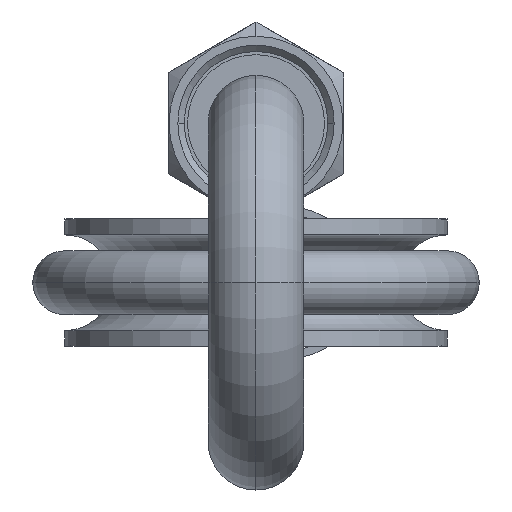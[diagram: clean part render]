
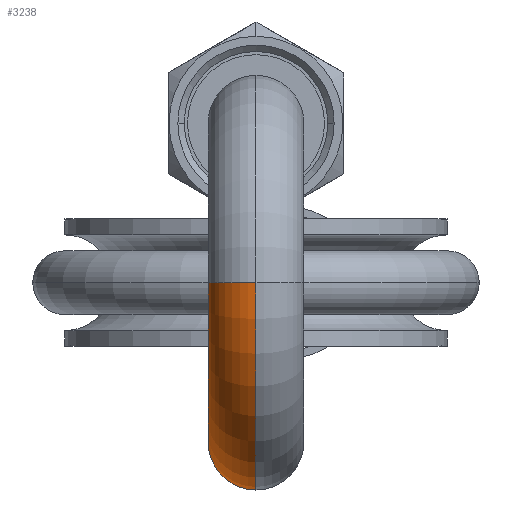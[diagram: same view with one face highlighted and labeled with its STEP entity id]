
A CAD part, left-side view. The second image highlights one B-rep face of the part: STEP entity #3238.
In plain terms, the highlighted toroidal (fillet/blend) face has major radius 10 mm and minor radius 3 mm.
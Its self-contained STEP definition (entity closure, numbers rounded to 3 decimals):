
#37 = VERTEX_POINT ( 'NONE', #1380 ) ;
#134 = CIRCLE ( 'NONE', #1322, 7. ) ;
#215 = DIRECTION ( 'NONE',  ( 0., 0., -1. ) ) ;
#239 = FACE_OUTER_BOUND ( 'NONE', #251, .T. ) ;
#251 = EDGE_LOOP ( 'NONE', ( #1261, #786, #297, #2511 ) ) ;
#277 = CARTESIAN_POINT ( 'NONE',  ( -27., 0., 0. ) ) ;
#291 = CIRCLE ( 'NONE', #2001, 3. ) ;
#297 = ORIENTED_EDGE ( 'NONE', *, *, #503, .T. ) ;
#314 = CARTESIAN_POINT ( 'NONE',  ( -17., 0., 0. ) ) ;
#448 = DIRECTION ( 'NONE',  ( 0., 0., -1. ) ) ;
#503 = EDGE_CURVE ( 'NONE', #37, #3218, #291, .T. ) ;
#786 = ORIENTED_EDGE ( 'NONE', *, *, #1258, .T. ) ;
#963 = AXIS2_PLACEMENT_3D ( 'NONE', #314, #3340, #3993 ) ;
#1032 = EDGE_CURVE ( 'NONE', #3950, #1643, #3567, .T. ) ;
#1154 = DIRECTION ( 'NONE',  ( -1., 0., 0. ) ) ;
#1258 = EDGE_CURVE ( 'NONE', #1643, #37, #2595, .T. ) ;
#1261 = ORIENTED_EDGE ( 'NONE', *, *, #1032, .T. ) ;
#1322 = AXIS2_PLACEMENT_3D ( 'NONE', #3106, #448, #1154 ) ;
#1380 = CARTESIAN_POINT ( 'NONE',  ( -30., 0., 0. ) ) ;
#1472 = EDGE_CURVE ( 'NONE', #3950, #3218, #134, .T. ) ;
#1502 = CARTESIAN_POINT ( 'NONE',  ( -17., -10., 0. ) ) ;
#1530 = DIRECTION ( 'NONE',  ( -1., 0., 0. ) ) ;
#1643 = VERTEX_POINT ( 'NONE', #3175 ) ;
#1843 = CARTESIAN_POINT ( 'NONE',  ( -24., 0., 0. ) ) ;
#1915 = DIRECTION ( 'NONE',  ( 0., -1., 0. ) ) ;
#1942 = DIRECTION ( 'NONE',  ( -1., 0., 0. ) ) ;
#2001 = AXIS2_PLACEMENT_3D ( 'NONE', #277, #1915, #4260 ) ;
#2414 = AXIS2_PLACEMENT_3D ( 'NONE', #1502, #1530, #215 ) ;
#2494 = CARTESIAN_POINT ( 'NONE',  ( -17., 0., 0. ) ) ;
#2511 = ORIENTED_EDGE ( 'NONE', *, *, #1472, .F. ) ;
#2595 = CIRCLE ( 'NONE', #963, 13. ) ;
#2826 = DIRECTION ( 'NONE',  ( 0., 0., -1. ) ) ;
#2857 = TOROIDAL_SURFACE ( 'NONE', #3642, 10., 3. ) ;
#3106 = CARTESIAN_POINT ( 'NONE',  ( -17., 0., 0. ) ) ;
#3175 = CARTESIAN_POINT ( 'NONE',  ( -17., -13., 0. ) ) ;
#3218 = VERTEX_POINT ( 'NONE', #1843 ) ;
#3238 = ADVANCED_FACE ( 'NONE', ( #239 ), #2857, .T. ) ;
#3340 = DIRECTION ( 'NONE',  ( 0., 0., -1. ) ) ;
#3567 = CIRCLE ( 'NONE', #2414, 3. ) ;
#3642 = AXIS2_PLACEMENT_3D ( 'NONE', #2494, #2826, #1942 ) ;
#3710 = CARTESIAN_POINT ( 'NONE',  ( -17., -7., 0. ) ) ;
#3950 = VERTEX_POINT ( 'NONE', #3710 ) ;
#3993 = DIRECTION ( 'NONE',  ( -1., 0., 0. ) ) ;
#4260 = DIRECTION ( 'NONE',  ( 0., 0., -1. ) ) ;
